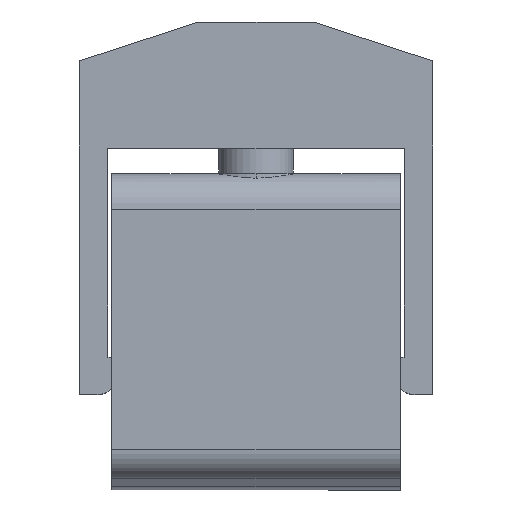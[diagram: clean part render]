
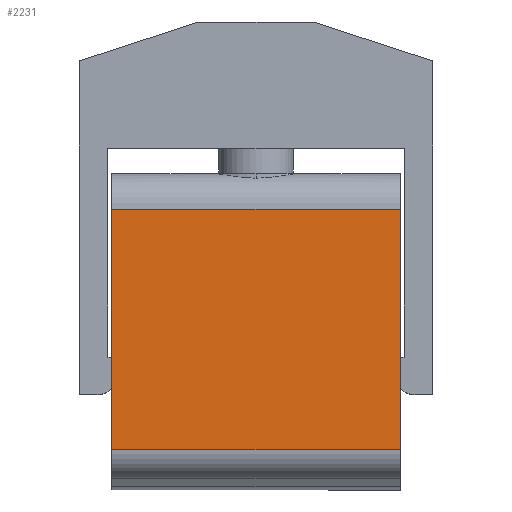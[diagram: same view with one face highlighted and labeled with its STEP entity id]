
A CAD part, top view. The second image highlights one B-rep face of the part: STEP entity #2231.
In plain terms, the highlighted planar face has unit normal (0, 0, 1).
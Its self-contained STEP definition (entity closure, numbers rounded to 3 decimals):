
#386 = VECTOR ( 'NONE', #4026, 1000. ) ;
#535 = FACE_OUTER_BOUND ( 'NONE', #4100, .T. ) ;
#607 = CARTESIAN_POINT ( 'NONE',  ( -8.655, 0.654, 5.295 ) ) ;
#988 = CARTESIAN_POINT ( 'NONE',  ( -8.655, -12.253, 5.295 ) ) ;
#1017 = CARTESIAN_POINT ( 'NONE',  ( 6.845, -13.856, 5.295 ) ) ;
#1373 = DIRECTION ( 'NONE',  ( 0., 0., 1. ) ) ;
#1597 = DIRECTION ( 'NONE',  ( 0., 1., 0. ) ) ;
#1659 = DIRECTION ( 'NONE',  ( 0., -1., 0. ) ) ;
#1684 = VERTEX_POINT ( 'NONE', #2855 ) ;
#1737 = EDGE_CURVE ( 'NONE', #2111, #1998, #3528, .T. ) ;
#1759 = VECTOR ( 'NONE', #1659, 1000. ) ;
#1794 = EDGE_CURVE ( 'NONE', #3003, #1684, #2807, .T. ) ;
#1998 = VERTEX_POINT ( 'NONE', #607 ) ;
#2111 = VERTEX_POINT ( 'NONE', #988 ) ;
#2183 = ORIENTED_EDGE ( 'NONE', *, *, #1794, .F. ) ;
#2202 = ORIENTED_EDGE ( 'NONE', *, *, #1737, .F. ) ;
#2209 = ORIENTED_EDGE ( 'NONE', *, *, #4162, .T. ) ;
#2231 = ADVANCED_FACE ( 'NONE', ( #535 ), #2258, .T. ) ;
#2241 = DIRECTION ( 'NONE',  ( 0., -1., 0. ) ) ;
#2258 = PLANE ( 'NONE',  #4088 ) ;
#2514 = LINE ( 'NONE', #4043, #4279 ) ;
#2787 = LINE ( 'NONE', #3012, #386 ) ;
#2807 = LINE ( 'NONE', #1017, #1759 ) ;
#2855 = CARTESIAN_POINT ( 'NONE',  ( 6.845, -12.253, 5.295 ) ) ;
#2887 = CARTESIAN_POINT ( 'NONE',  ( 6.845, 0.654, 5.295 ) ) ;
#3003 = VERTEX_POINT ( 'NONE', #2887 ) ;
#3012 = CARTESIAN_POINT ( 'NONE',  ( -8.655, -12.253, 5.295 ) ) ;
#3181 = CARTESIAN_POINT ( 'NONE',  ( -8.655, 1.154, 5.295 ) ) ;
#3528 = LINE ( 'NONE', #3181, #3589 ) ;
#3552 = CARTESIAN_POINT ( 'NONE',  ( -0.905, 2.554, 5.295 ) ) ;
#3589 = VECTOR ( 'NONE', #1597, 1000. ) ;
#4026 = DIRECTION ( 'NONE',  ( 1., 0., 0. ) ) ;
#4037 = DIRECTION ( 'NONE',  ( -1., 0., 0. ) ) ;
#4043 = CARTESIAN_POINT ( 'NONE',  ( -0.905, 0.654, 5.295 ) ) ;
#4088 = AXIS2_PLACEMENT_3D ( 'NONE', #3552, #1373, #2241 ) ;
#4100 = EDGE_LOOP ( 'NONE', ( #2183, #4413, #2202, #2209 ) ) ;
#4158 = EDGE_CURVE ( 'NONE', #3003, #1998, #2514, .T. ) ;
#4162 = EDGE_CURVE ( 'NONE', #2111, #1684, #2787, .T. ) ;
#4279 = VECTOR ( 'NONE', #4037, 1000. ) ;
#4413 = ORIENTED_EDGE ( 'NONE', *, *, #4158, .T. ) ;
